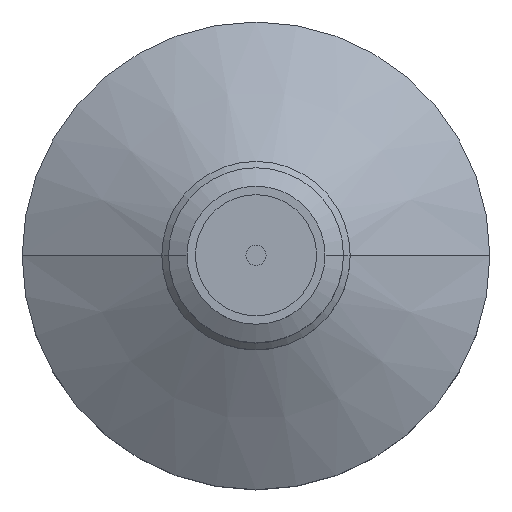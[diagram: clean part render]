
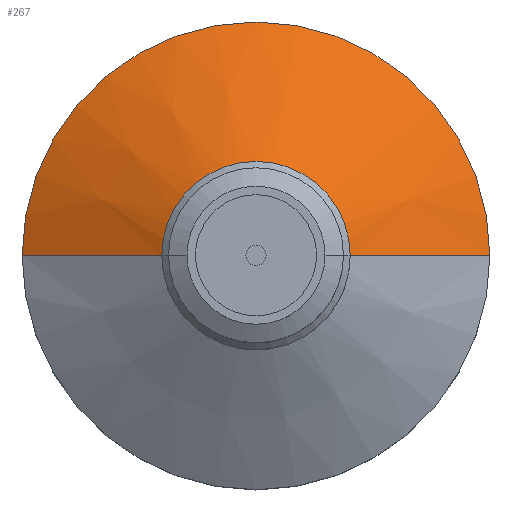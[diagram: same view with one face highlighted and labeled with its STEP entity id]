
A CAD part, top view. The second image highlights one B-rep face of the part: STEP entity #267.
In plain terms, the highlighted conical face has half-angle 60 degrees and reference radius 3.547 mm.
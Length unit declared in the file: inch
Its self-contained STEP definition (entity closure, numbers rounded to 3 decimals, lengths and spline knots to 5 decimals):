
#44 = DIRECTION ( 'NONE',  ( 0.866, 0., -0.5 ) ) ;
#58 = LINE ( 'NONE', #1983, #1671 ) ;
#73 = CIRCLE ( 'NONE', #1008, 0.14 ) ;
#267 = ADVANCED_FACE ( 'NONE', ( #1844 ), #2443, .T. ) ;
#376 = VERTEX_POINT ( 'NONE', #1050 ) ;
#413 = VERTEX_POINT ( 'NONE', #1353 ) ;
#420 = AXIS2_PLACEMENT_3D ( 'NONE', #2736, #1212, #2705 ) ;
#441 = EDGE_CURVE ( 'NONE', #376, #1422, #58, .T. ) ;
#483 = LINE ( 'NONE', #2422, #1366 ) ;
#625 = EDGE_CURVE ( 'NONE', #1422, #413, #2175, .T. ) ;
#710 = ORIENTED_EDGE ( 'NONE', *, *, #625, .F. ) ;
#831 = CARTESIAN_POINT ( 'NONE',  ( 0., 0., 0.233 ) ) ;
#924 = CARTESIAN_POINT ( 'NONE',  ( 0., 0., 0.3528 ) ) ;
#1002 = EDGE_LOOP ( 'NONE', ( #1047, #1631, #710, #1260 ) ) ;
#1008 = AXIS2_PLACEMENT_3D ( 'NONE', #924, #2648, #1788 ) ;
#1047 = ORIENTED_EDGE ( 'NONE', *, *, #2421, .F. ) ;
#1050 = CARTESIAN_POINT ( 'NONE',  ( -0.14, 0., 0.3528 ) ) ;
#1212 = DIRECTION ( 'NONE',  ( 0., 0., -1. ) ) ;
#1260 = ORIENTED_EDGE ( 'NONE', *, *, #441, .F. ) ;
#1353 = CARTESIAN_POINT ( 'NONE',  ( 0.3475, 0., 0.233 ) ) ;
#1366 = VECTOR ( 'NONE', #44, 39.37008 ) ;
#1422 = VERTEX_POINT ( 'NONE', #2254 ) ;
#1575 = DIRECTION ( 'NONE',  ( -0.866, 0., -0.5 ) ) ;
#1630 = AXIS2_PLACEMENT_3D ( 'NONE', #831, #2114, #2128 ) ;
#1631 = ORIENTED_EDGE ( 'NONE', *, *, #2734, .T. ) ;
#1671 = VECTOR ( 'NONE', #1575, 39.37008 ) ;
#1712 = CARTESIAN_POINT ( 'NONE',  ( 0.14, 0., 0.3528 ) ) ;
#1788 = DIRECTION ( 'NONE',  ( -1., 0., 0. ) ) ;
#1844 = FACE_OUTER_BOUND ( 'NONE', #1002, .T. ) ;
#1983 = CARTESIAN_POINT ( 'NONE',  ( -0.13965, 0., 0.353 ) ) ;
#2114 = DIRECTION ( 'NONE',  ( 0., 0., -1. ) ) ;
#2128 = DIRECTION ( 'NONE',  ( 1., 0., 0. ) ) ;
#2175 = CIRCLE ( 'NONE', #1630, 0.3475 ) ;
#2254 = CARTESIAN_POINT ( 'NONE',  ( -0.3475, 0., 0.233 ) ) ;
#2421 = EDGE_CURVE ( 'NONE', #2712, #376, #73, .T. ) ;
#2422 = CARTESIAN_POINT ( 'NONE',  ( 0.13965, 0., 0.353 ) ) ;
#2443 = CONICAL_SURFACE ( 'NONE', #420, 0.13965, 1.047 ) ;
#2648 = DIRECTION ( 'NONE',  ( 0., 0., 1. ) ) ;
#2705 = DIRECTION ( 'NONE',  ( -1., 0., 0. ) ) ;
#2712 = VERTEX_POINT ( 'NONE', #1712 ) ;
#2734 = EDGE_CURVE ( 'NONE', #2712, #413, #483, .T. ) ;
#2736 = CARTESIAN_POINT ( 'NONE',  ( 0., 0., 0.353 ) ) ;
